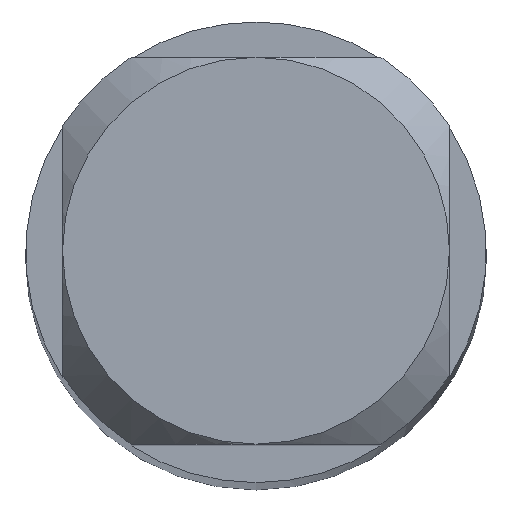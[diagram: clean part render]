
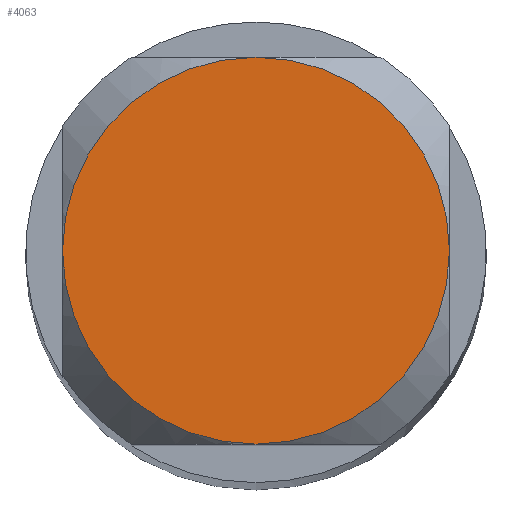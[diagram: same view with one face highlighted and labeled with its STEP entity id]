
A CAD part, top view. The second image highlights one B-rep face of the part: STEP entity #4063.
In plain terms, the highlighted planar face has unit normal (0, 0, 1).
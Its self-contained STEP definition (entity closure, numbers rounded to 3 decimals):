
#3397=EDGE_CURVE('',#4553,#5091,#7937,.T.);
#3817=EDGE_CURVE('',#6433,#4553,#8390,.T.);
#4063=ADVANCED_FACE('',(#8660),#8661,.T.);
#4553=VERTEX_POINT('',#9200);
#4747=EDGE_CURVE('',#5227,#6433,#9412,.T.);
#5091=VERTEX_POINT('',#9786);
#5227=VERTEX_POINT('',#9931);
#6433=VERTEX_POINT('',#11250);
#6539=EDGE_CURVE('',#5091,#5227,#11361,.T.);
#7937=CIRCLE('',#13606,1.05);
#8390=CIRCLE('',#14524,1.05);
#8660=FACE_OUTER_BOUND('',#15001,.T.);
#8661=PLANE('',#15002);
#9200=CARTESIAN_POINT('',(1.05,0.0,0.0));
#9412=CIRCLE('',#16363,1.05);
#9786=CARTESIAN_POINT('',(0.0,-1.05,0.0));
#9931=CARTESIAN_POINT('',(-1.05,0.0,0.0));
#11250=CARTESIAN_POINT('',(0.0,1.05,0.0));
#11361=CIRCLE('',#20001,1.05);
#13606=AXIS2_PLACEMENT_3D('',#22024,#22025,#22026);
#14524=AXIS2_PLACEMENT_3D('',#22490,#22491,#22492);
#15001=EDGE_LOOP('',(#22802,#22803,#22804,#22805));
#15002=AXIS2_PLACEMENT_3D('',#22806,#22807,#22808);
#16363=AXIS2_PLACEMENT_3D('',#23591,#23592,#23593);
#20001=AXIS2_PLACEMENT_3D('',#25630,#25631,#25632);
#22024=CARTESIAN_POINT('',(0.0,0.0,0.0));
#22025=DIRECTION('',(0.0,0.0,-1.0));
#22026=DIRECTION('',(0.0,1.0,0.0));
#22490=CARTESIAN_POINT('',(0.0,0.0,0.0));
#22491=DIRECTION('',(0.0,0.0,-1.0));
#22492=DIRECTION('',(0.0,1.0,0.0));
#22802=ORIENTED_EDGE('',*,*,#3817,.F.);
#22803=ORIENTED_EDGE('',*,*,#4747,.F.);
#22804=ORIENTED_EDGE('',*,*,#6539,.F.);
#22805=ORIENTED_EDGE('',*,*,#3397,.F.);
#22806=CARTESIAN_POINT('',(0.0,0.525,0.0));
#22807=DIRECTION('',(-0.0,0.0,1.0));
#22808=DIRECTION('',(0.0,-1.0,0.0));
#23591=CARTESIAN_POINT('',(0.0,0.0,0.0));
#23592=DIRECTION('',(0.0,0.0,-1.0));
#23593=DIRECTION('',(0.0,1.0,0.0));
#25630=CARTESIAN_POINT('',(0.0,0.0,0.0));
#25631=DIRECTION('',(0.0,0.0,-1.0));
#25632=DIRECTION('',(0.0,1.0,0.0));
